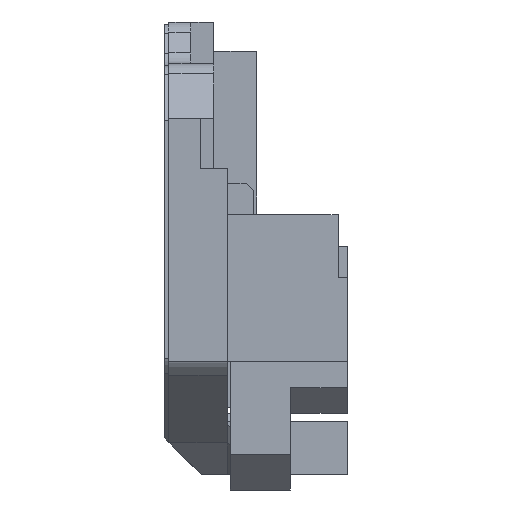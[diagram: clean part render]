
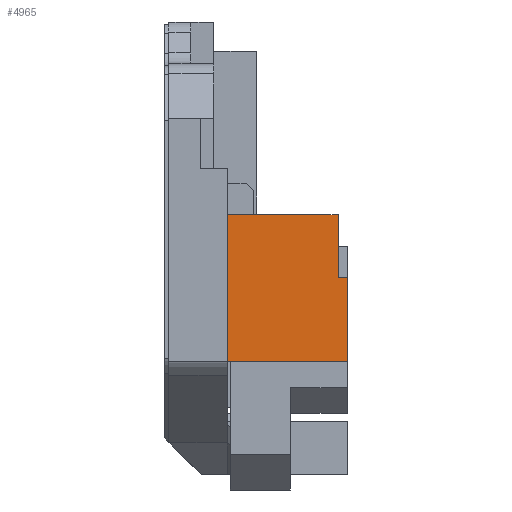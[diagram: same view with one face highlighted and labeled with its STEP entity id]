
A CAD part, front view. The second image highlights one B-rep face of the part: STEP entity #4965.
In plain terms, the highlighted planar face has unit normal (0, -1, 0).
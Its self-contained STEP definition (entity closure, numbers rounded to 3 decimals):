
#360=FACE_OUTER_BOUND('',#672,.T.);
#672=EDGE_LOOP('',(#3925,#3926,#3927,#3928,#3929,#3930));
#839=LINE('',#6924,#1440);
#1171=LINE('',#7732,#1772);
#1187=LINE('',#7766,#1788);
#1188=LINE('',#7768,#1789);
#1189=LINE('',#7769,#1790);
#1190=LINE('',#7770,#1791);
#1440=VECTOR('',#5569,10.);
#1772=VECTOR('',#6265,10.);
#1788=VECTOR('',#6293,10.);
#1789=VECTOR('',#6296,10.);
#1790=VECTOR('',#6297,10.);
#1791=VECTOR('',#6298,10.);
#2047=VERTEX_POINT('',#6921);
#2048=VERTEX_POINT('',#6923);
#2337=VERTEX_POINT('',#7729);
#2338=VERTEX_POINT('',#7731);
#2347=VERTEX_POINT('',#7758);
#2350=VERTEX_POINT('',#7764);
#2517=EDGE_CURVE('',#2048,#2047,#839,.T.);
#2910=EDGE_CURVE('',#2337,#2338,#1171,.T.);
#2929=EDGE_CURVE('',#2347,#2350,#1187,.T.);
#2930=EDGE_CURVE('',#2337,#2347,#1188,.T.);
#2931=EDGE_CURVE('',#2350,#2048,#1189,.T.);
#2932=EDGE_CURVE('',#2338,#2047,#1190,.T.);
#3925=ORIENTED_EDGE('',*,*,#2930,.T.);
#3926=ORIENTED_EDGE('',*,*,#2929,.T.);
#3927=ORIENTED_EDGE('',*,*,#2931,.T.);
#3928=ORIENTED_EDGE('',*,*,#2517,.T.);
#3929=ORIENTED_EDGE('',*,*,#2932,.F.);
#3930=ORIENTED_EDGE('',*,*,#2910,.F.);
#4721=PLANE('',#5330);
#4965=ADVANCED_FACE('',(#360),#4721,.F.);
#5330=AXIS2_PLACEMENT_3D('',#7767,#6294,#6295);
#5569=DIRECTION('',(0.,0.,-1.));
#6265=DIRECTION('',(0.,0.,-1.));
#6293=DIRECTION('',(0.,0.,1.));
#6294=DIRECTION('center_axis',(0.,1.,0.));
#6295=DIRECTION('ref_axis',(0.,0.,1.));
#6296=DIRECTION('',(-1.,0.,0.));
#6297=DIRECTION('',(-1.,0.,0.));
#6298=DIRECTION('',(-1.,0.,0.));
#6921=CARTESIAN_POINT('',(-11.5,-68.802,9.37));
#6923=CARTESIAN_POINT('',(-11.5,-68.802,23.361));
#6924=CARTESIAN_POINT('',(-11.5,-68.802,17.964));
#7729=CARTESIAN_POINT('',(0.,-68.802,17.361));
#7731=CARTESIAN_POINT('',(0.,-68.802,9.37));
#7732=CARTESIAN_POINT('',(0.,-68.802,17.405));
#7758=CARTESIAN_POINT('',(-0.9,-68.802,17.361));
#7764=CARTESIAN_POINT('',(-0.9,-68.802,23.361));
#7766=CARTESIAN_POINT('',(-0.9,-68.802,15.614));
#7767=CARTESIAN_POINT('Origin',(-5.,-68.802,17.361));
#7768=CARTESIAN_POINT('',(-2.5,-68.802,17.361));
#7769=CARTESIAN_POINT('',(6.75,-68.802,23.361));
#7770=CARTESIAN_POINT('',(3.95,-68.802,9.37));
